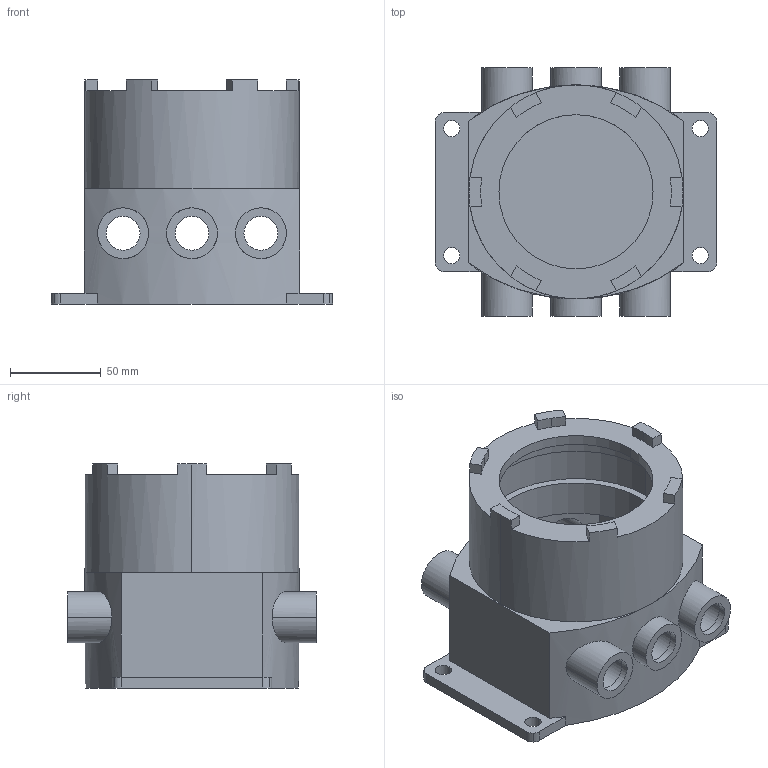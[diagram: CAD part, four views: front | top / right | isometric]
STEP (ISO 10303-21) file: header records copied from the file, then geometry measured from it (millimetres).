
FILE_DESCRIPTION((''),'2;1');
FILE_NAME('DHP-DD-004 Rev02.stp','2012-01-02T11:26:03',(''),(''),'AutoCAD STEP 2000i','AutoCAD 2000i',', , ');
FILE_SCHEMA(('CONFIG_CONTROL_DESIGN'));
Length unit declared in the file: millimetre
Products named in the file (3): DHP-DD-004 REV02; BUND; LILLE TOP
Assembly tree (2 placements, depth 2):
  DHP-DD-004 REV02
    BUND
    LILLE TOP
Bounding box: 155 x 137 x 123.5 mm (x, y, z)
Volume: 343927.4 mm3; surface area: 159045.4 mm2
Topology: 2 solids, 2 shells, 131 faces, 330 edges, 220 vertices
Faces by surface type: cylinder 80, plane 51
Entity records: 4907 total; most frequent: CARTESIAN_POINT 1476, DIRECTION 726, ORIENTED_EDGE 660, EDGE_CURVE 330, AXIS2_PLACEMENT_3D 286, VERTEX_POINT 220, EDGE_LOOP 170, VECTOR 154
